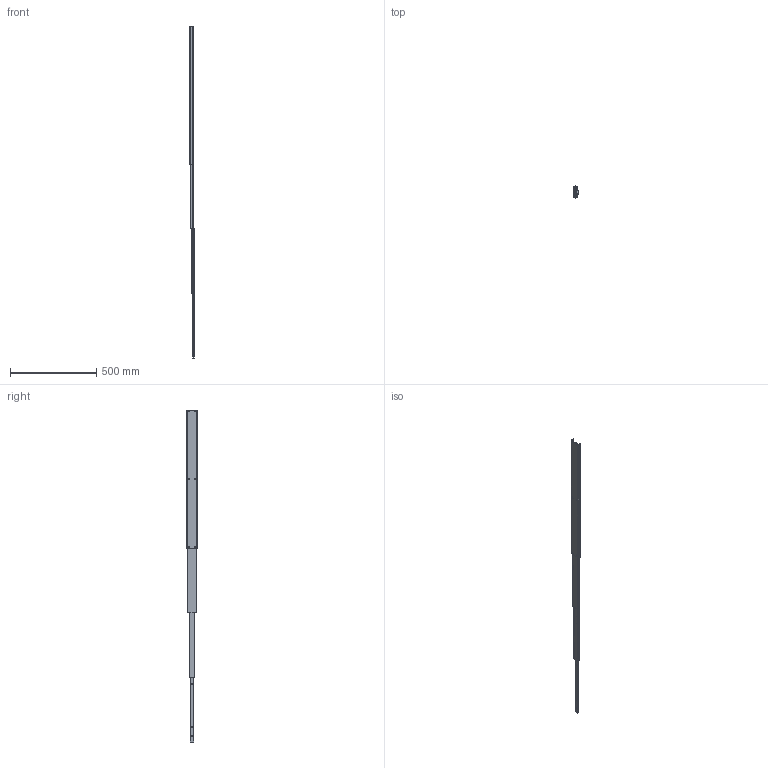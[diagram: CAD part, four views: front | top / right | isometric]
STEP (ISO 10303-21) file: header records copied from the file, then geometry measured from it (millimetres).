
FILE_DESCRIPTION (( 'STEP AP214' ), '1' );
FILE_NAME ('Telescopic-5040-800-140-Rollco.step', '2023-11-07T13:38:27', ( '' ), ( '' ), 'SwSTEP 2.0', 'SolidWorks 2010', '' );
FILE_SCHEMA (( 'AUTOMOTIVE_DESIGN' ));
Length unit declared in the file: millimetre
Products named in the file (5): Slide-Outer-5040-Rollco_Slide-Outer-5040-800-140-Widney; Slide-Middle-Outer-5040-Rollco_Slide-Middle-Outer-5040-800-140-Widney; Slide-Middle-5040-Rollco_Slide-Middle-5040-800-140-Widney; Slide-Inner-5040-Rollco_Slide-Inner-5040-800-140-Widney; Telescopic-5040-800-140-Rollco
Assembly tree (4 placements, depth 2):
  Telescopic-5040-800-140-Rollco
    Slide-Middle-Outer-5040-Rollco_Slide-Middle-Outer-5040-800-140-Widney
    Slide-Outer-5040-Rollco_Slide-Outer-5040-800-140-Widney
    Slide-Inner-5040-Rollco_Slide-Inner-5040-800-140-Widney
    Slide-Middle-5040-Rollco_Slide-Middle-5040-800-140-Widney
Bounding box: 25.2 x 68.53 x 1920 mm (x, y, z)
Volume: 680420.5 mm3; surface area: 410176.7 mm2
Topology: 4 solids, 4 shells, 130 faces, 354 edges, 232 vertices
Faces by surface type: cylinder 64, plane 54, cone 12
Entity records: 4388 total; most frequent: DIRECTION 768, CARTESIAN_POINT 723, ORIENTED_EDGE 708, EDGE_CURVE 354, AXIS2_PLACEMENT_3D 277, VERTEX_POINT 232, LINE 214, VECTOR 214
